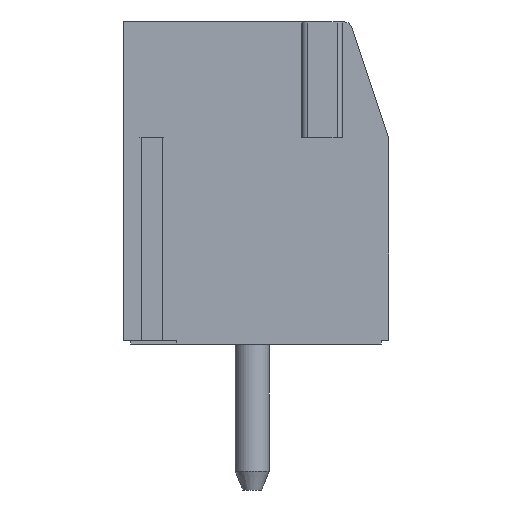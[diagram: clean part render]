
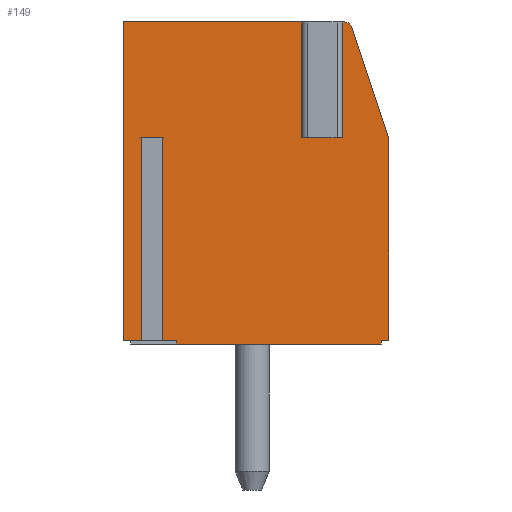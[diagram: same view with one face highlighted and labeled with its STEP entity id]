
A CAD part, front view. The second image highlights one B-rep face of the part: STEP entity #149.
In plain terms, the highlighted planar face has unit normal (0, -1, 0).
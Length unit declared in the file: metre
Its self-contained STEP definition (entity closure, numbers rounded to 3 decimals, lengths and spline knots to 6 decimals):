
#149 = ADVANCED_FACE( '', ( #779 ), #780, .T. );
#779 = FACE_OUTER_BOUND( '', #2288, .T. );
#780 = PLANE( '', #2289 );
#2288 = EDGE_LOOP( '', ( #5232, #5233, #5234, #5235, #5236, #5237, #5238, #5239, #5240, #5241, #5242, #5243, #5244, #5245, #5246, #5247, #5248, #5249 ) );
#2289 = AXIS2_PLACEMENT_3D( '', #5250, #5251, #5252 );
#5232 = ORIENTED_EDGE( '', *, *, #8599, .T. );
#5233 = ORIENTED_EDGE( '', *, *, #9001, .F. );
#5234 = ORIENTED_EDGE( '', *, *, #9002, .T. );
#5235 = ORIENTED_EDGE( '', *, *, #9003, .T. );
#5236 = ORIENTED_EDGE( '', *, *, #8593, .T. );
#5237 = ORIENTED_EDGE( '', *, *, #8870, .F. );
#5238 = ORIENTED_EDGE( '', *, *, #9004, .T. );
#5239 = ORIENTED_EDGE( '', *, *, #9005, .T. );
#5240 = ORIENTED_EDGE( '', *, *, #8584, .T. );
#5241 = ORIENTED_EDGE( '', *, *, #9006, .T. );
#5242 = ORIENTED_EDGE( '', *, *, #9007, .T. );
#5243 = ORIENTED_EDGE( '', *, *, #9008, .T. );
#5244 = ORIENTED_EDGE( '', *, *, #8954, .T. );
#5245 = ORIENTED_EDGE( '', *, *, #9009, .F. );
#5246 = ORIENTED_EDGE( '', *, *, #9010, .F. );
#5247 = ORIENTED_EDGE( '', *, *, #9011, .T. );
#5248 = ORIENTED_EDGE( '', *, *, #8948, .T. );
#5249 = ORIENTED_EDGE( '', *, *, #9012, .T. );
#5250 = CARTESIAN_POINT( '', ( 0.005839, 0., 0.00835 ) );
#5251 = DIRECTION( '', ( 0., -1., 0. ) );
#5252 = DIRECTION( '', ( 0., 0., -1. ) );
#8584 = EDGE_CURVE( '', #10096, #10094, #10097, .T. );
#8593 = EDGE_CURVE( '', #10114, #10112, #10115, .T. );
#8599 = EDGE_CURVE( '', #10126, #10124, #10127, .T. );
#8870 = EDGE_CURVE( '', #10590, #10112, #10592, .T. );
#8948 = EDGE_CURVE( '', #10725, #10723, #10726, .T. );
#8954 = EDGE_CURVE( '', #10737, #10735, #10738, .T. );
#9001 = EDGE_CURVE( '', #10819, #10124, #10820, .T. );
#9002 = EDGE_CURVE( '', #10819, #10821, #10822, .T. );
#9003 = EDGE_CURVE( '', #10821, #10114, #10823, .T. );
#9004 = EDGE_CURVE( '', #10590, #10824, #10825, .T. );
#9005 = EDGE_CURVE( '', #10824, #10096, #10826, .T. );
#9006 = EDGE_CURVE( '', #10094, #10827, #10828, .T. );
#9007 = EDGE_CURVE( '', #10827, #10829, #10830, .T. );
#9008 = EDGE_CURVE( '', #10829, #10737, #10831, .T. );
#9009 = EDGE_CURVE( '', #10832, #10735, #10833, .T. );
#9010 = EDGE_CURVE( '', #10834, #10832, #10835, .T. );
#9011 = EDGE_CURVE( '', #10834, #10725, #10836, .T. );
#9012 = EDGE_CURVE( '', #10723, #10126, #10837, .T. );
#10094 = VERTEX_POINT( '', #12528 );
#10096 = VERTEX_POINT( '', #12531 );
#10097 = LINE( '', #12532, #12533 );
#10112 = VERTEX_POINT( '', #12554 );
#10114 = VERTEX_POINT( '', #12557 );
#10115 = LINE( '', #12558, #12559 );
#10124 = VERTEX_POINT( '', #12570 );
#10126 = VERTEX_POINT( '', #12573 );
#10127 = LINE( '', #12574, #12575 );
#10590 = VERTEX_POINT( '', #13641 );
#10592 = LINE( '', #13644, #13645 );
#10723 = VERTEX_POINT( '', #14014 );
#10725 = VERTEX_POINT( '', #14017 );
#10726 = LINE( '', #14018, #14019 );
#10735 = VERTEX_POINT( '', #14030 );
#10737 = VERTEX_POINT( '', #14033 );
#10738 = LINE( '', #14034, #14035 );
#10819 = VERTEX_POINT( '', #14157 );
#10820 = LINE( '', #14158, #14159 );
#10821 = VERTEX_POINT( '', #14160 );
#10822 = LINE( '', #14161, #14162 );
#10823 = LINE( '', #14163, #14164 );
#10824 = VERTEX_POINT( '', #14165 );
#10825 = LINE( '', #14166, #14167 );
#10826 = LINE( '', #14168, #14169 );
#10827 = VERTEX_POINT( '', #14170 );
#10828 = LINE( '', #14171, #14172 );
#10829 = VERTEX_POINT( '', #14173 );
#10830 = LINE( '', #14174, #14175 );
#10831 = CIRCLE( '', #14176, 0.0002 );
#10832 = VERTEX_POINT( '', #14177 );
#10833 = LINE( '', #14178, #14179 );
#10834 = VERTEX_POINT( '', #14180 );
#10835 = LINE( '', #14181, #14182 );
#10836 = LINE( '', #14183, #14184 );
#10837 = LINE( '', #14185, #14186 );
#12528 = CARTESIAN_POINT( '', ( 0.007, 0., 0.00015 ) );
#12531 = CARTESIAN_POINT( '', ( 0.0068, 0., 0.00015 ) );
#12532 = CARTESIAN_POINT( '', ( 0., 0., 0.00015 ) );
#12533 = VECTOR( '', #17254, 1. );
#12554 = CARTESIAN_POINT( '', ( 0.0014, 0., 0.00015 ) );
#12557 = CARTESIAN_POINT( '', ( 0.001033, 0., 0.00015 ) );
#12558 = CARTESIAN_POINT( '', ( 0., 0., 0.00015 ) );
#12559 = VECTOR( '', #17265, 1. );
#12570 = CARTESIAN_POINT( '', ( 0.000467, 0., 0.00015 ) );
#12573 = CARTESIAN_POINT( '', ( 0., 0., 0.00015 ) );
#12574 = CARTESIAN_POINT( '', ( 0., 0., 0.00015 ) );
#12575 = VECTOR( '', #17275, 1. );
#13641 = CARTESIAN_POINT( '', ( 0.0014, 0., 0.00005 ) );
#13644 = CARTESIAN_POINT( '', ( 0.0014, 0., 0.00005 ) );
#13645 = VECTOR( '', #17615, 1. );
#14014 = CARTESIAN_POINT( '', ( 0., 0., 0.00855 ) );
#14017 = CARTESIAN_POINT( '', ( 0.004889, 0., 0.00855 ) );
#14018 = CARTESIAN_POINT( '', ( 0., 0., 0.00855 ) );
#14019 = VECTOR( '', #17700, 1. );
#14030 = CARTESIAN_POINT( '', ( 0.005611, 0., 0.00855 ) );
#14033 = CARTESIAN_POINT( '', ( 0.005839, 0., 0.00855 ) );
#14034 = CARTESIAN_POINT( '', ( 0., 0., 0.00855 ) );
#14035 = VECTOR( '', #17710, 1. );
#14157 = CARTESIAN_POINT( '', ( 0.000467, 0., 0.00551 ) );
#14158 = CARTESIAN_POINT( '', ( 0.000467, 0., 0.00551 ) );
#14159 = VECTOR( '', #17767, 1. );
#14160 = CARTESIAN_POINT( '', ( 0.001033, 0., 0.00551 ) );
#14161 = CARTESIAN_POINT( '', ( 0.000467, 0., 0.00551 ) );
#14162 = VECTOR( '', #17768, 1. );
#14163 = CARTESIAN_POINT( '', ( 0.001033, 0., 0.00551 ) );
#14164 = VECTOR( '', #17769, 1. );
#14165 = CARTESIAN_POINT( '', ( 0.0068, 0., 0.00005 ) );
#14166 = CARTESIAN_POINT( '', ( 0.0014, 0., 0.00005 ) );
#14167 = VECTOR( '', #17770, 1. );
#14168 = CARTESIAN_POINT( '', ( 0.0068, 0., 0.00005 ) );
#14169 = VECTOR( '', #17771, 1. );
#14170 = CARTESIAN_POINT( '', ( 0.007, 0., 0.0055 ) );
#14171 = CARTESIAN_POINT( '', ( 0.007, 0., 0.0055 ) );
#14172 = VECTOR( '', #17772, 1. );
#14173 = CARTESIAN_POINT( '', ( 0.006029, 0., 0.008413 ) );
#14174 = CARTESIAN_POINT( '', ( 0.006029, 0., 0.008413 ) );
#14175 = VECTOR( '', #17773, 1. );
#14176 = AXIS2_PLACEMENT_3D( '', #17774, #17775, #17776 );
#14177 = CARTESIAN_POINT( '', ( 0.005611, 0., 0.0055 ) );
#14178 = CARTESIAN_POINT( '', ( 0.005611, 0., 0.0055 ) );
#14179 = VECTOR( '', #17777, 1. );
#14180 = CARTESIAN_POINT( '', ( 0.004889, 0., 0.0055 ) );
#14181 = CARTESIAN_POINT( '', ( 0.005611, 0., 0.0055 ) );
#14182 = VECTOR( '', #17778, 1. );
#14183 = CARTESIAN_POINT( '', ( 0.004889, 0., 0.0055 ) );
#14184 = VECTOR( '', #17779, 1. );
#14185 = CARTESIAN_POINT( '', ( 0., 0., 0.00855 ) );
#14186 = VECTOR( '', #17780, 1. );
#17254 = DIRECTION( '', ( 1., 0., 0. ) );
#17265 = DIRECTION( '', ( 1., 0., 0. ) );
#17275 = DIRECTION( '', ( 1., 0., 0. ) );
#17615 = DIRECTION( '', ( 0., 0., 1. ) );
#17700 = DIRECTION( '', ( -1., 0., 0. ) );
#17710 = DIRECTION( '', ( -1., 0., 0. ) );
#17767 = DIRECTION( '', ( 0., 0., -1. ) );
#17768 = DIRECTION( '', ( 1., 0., 0. ) );
#17769 = DIRECTION( '', ( 0., 0., -1. ) );
#17770 = DIRECTION( '', ( 1., 0., 0. ) );
#17771 = DIRECTION( '', ( 0., 0., 1. ) );
#17772 = DIRECTION( '', ( 0., 0., 1. ) );
#17773 = DIRECTION( '', ( -0.316, 0., 0.949 ) );
#17774 = CARTESIAN_POINT( '', ( 0.005839, 0., 0.00835 ) );
#17775 = DIRECTION( '', ( 0., -1., 0. ) );
#17776 = DIRECTION( '', ( 1., 0., 0. ) );
#17777 = DIRECTION( '', ( 0., 0., 1. ) );
#17778 = DIRECTION( '', ( 1., 0., 0. ) );
#17779 = DIRECTION( '', ( 0., 0., 1. ) );
#17780 = DIRECTION( '', ( 0., 0., -1. ) );
